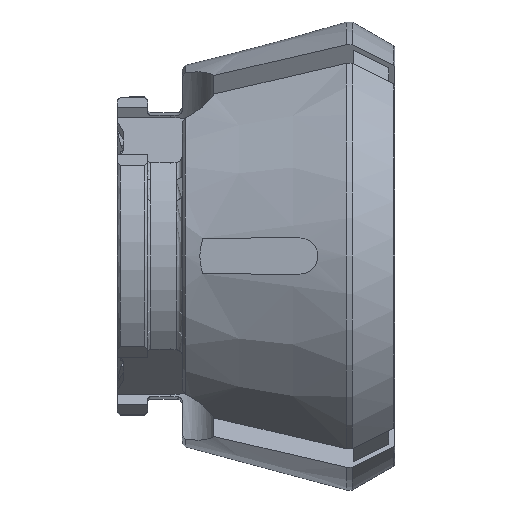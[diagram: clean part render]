
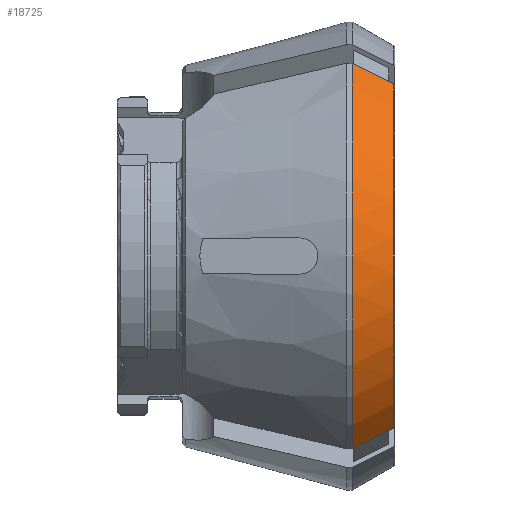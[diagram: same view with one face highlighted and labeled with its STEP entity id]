
A CAD part, front view. The second image highlights one B-rep face of the part: STEP entity #18725.
In plain terms, the highlighted conical face has half-angle 30 degrees and reference radius 35.637 mm.
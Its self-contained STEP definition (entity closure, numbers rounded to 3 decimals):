
#29 = ORIENTED_EDGE ( 'NONE', *, *, #12707, .F. ) ;
#299 = CARTESIAN_POINT ( 'NONE',  ( -0.25, -20.477, -29.167 ) ) ;
#1890 = B_SPLINE_CURVE_WITH_KNOTS ( 'NONE', 3,
 ( #4819, #4795, #4772, #4732 ),
 .UNSPECIFIED., .F., .F.,
 ( 4, 4 ),
 ( 0., 0.008 ),
 .UNSPECIFIED. ) ;
#1892 = B_SPLINE_CURVE_WITH_KNOTS ( 'NONE', 3,
 ( #18651, #18588, #18507, #18395 ),
 .UNSPECIFIED., .F., .F.,
 ( 4, 4 ),
 ( 0., 0.008 ),
 .UNSPECIFIED. ) ;
#2638 = CIRCLE ( 'NONE', #5743, 35.637 ) ;
#2840 = VERTEX_POINT ( 'NONE', #299 ) ;
#4377 = CARTESIAN_POINT ( 'NONE',  ( -7.2, -22.49, -32.654 ) ) ;
#4732 = CARTESIAN_POINT ( 'NONE',  ( -7.2, -22.49, -32.654 ) ) ;
#4772 = CARTESIAN_POINT ( 'NONE',  ( -4.883, -21.819, -31.492 ) ) ;
#4795 = CARTESIAN_POINT ( 'NONE',  ( -2.566, -21.148, -30.33 ) ) ;
#4819 = CARTESIAN_POINT ( 'NONE',  ( -0.25, -20.477, -29.167 ) ) ;
#5420 = CARTESIAN_POINT ( 'NONE',  ( -7.2, -22.49, 32.654 ) ) ;
#5743 = AXIS2_PLACEMENT_3D ( 'NONE', #19495, #19472, #19493 ) ;
#6505 = DIRECTION ( 'NONE',  ( 0., 0., 1. ) ) ;
#6978 = AXIS2_PLACEMENT_3D ( 'NONE', #9163, #9101, #9086 ) ;
#7320 = FACE_OUTER_BOUND ( 'NONE', #17332, .T. ) ;
#7811 = CARTESIAN_POINT ( 'NONE',  ( -0.25, -20.477, 29.167 ) ) ;
#7876 = VERTEX_POINT ( 'NONE', #5420 ) ;
#8712 = VERTEX_POINT ( 'NONE', #7811 ) ;
#9086 = DIRECTION ( 'NONE',  ( 0., 0., -1. ) ) ;
#9101 = DIRECTION ( 'NONE',  ( 1., 0., 0. ) ) ;
#9163 = CARTESIAN_POINT ( 'NONE',  ( -7.2, 0., 0. ) ) ;
#9959 = ORIENTED_EDGE ( 'NONE', *, *, #12505, .F. ) ;
#10101 = ORIENTED_EDGE ( 'NONE', *, *, #12768, .F. ) ;
#10140 = ORIENTED_EDGE ( 'NONE', *, *, #12232, .T. ) ;
#10869 = CONICAL_SURFACE ( 'NONE', #18491, 35.637, 0.524 ) ;
#12232 = EDGE_CURVE ( 'NONE', #7876, #14710, #14753, .T. ) ;
#12505 = EDGE_CURVE ( 'NONE', #2840, #14710, #1890, .T. ) ;
#12707 = EDGE_CURVE ( 'NONE', #8712, #2840, #2638, .T. ) ;
#12768 = EDGE_CURVE ( 'NONE', #7876, #8712, #1892, .T. ) ;
#14065 = CARTESIAN_POINT ( 'NONE',  ( -0.25, 0., 0. ) ) ;
#14710 = VERTEX_POINT ( 'NONE', #4377 ) ;
#14753 = CIRCLE ( 'NONE', #6978, 39.65 ) ;
#15653 = DIRECTION ( 'NONE',  ( -1., 0., 0. ) ) ;
#17332 = EDGE_LOOP ( 'NONE', ( #9959, #29, #10101, #10140 ) ) ;
#18395 = CARTESIAN_POINT ( 'NONE',  ( -0.25, -20.477, 29.167 ) ) ;
#18491 = AXIS2_PLACEMENT_3D ( 'NONE', #14065, #15653, #6505 ) ;
#18507 = CARTESIAN_POINT ( 'NONE',  ( -2.566, -21.148, 30.33 ) ) ;
#18588 = CARTESIAN_POINT ( 'NONE',  ( -4.883, -21.819, 31.492 ) ) ;
#18651 = CARTESIAN_POINT ( 'NONE',  ( -7.2, -22.49, 32.654 ) ) ;
#18725 = ADVANCED_FACE ( 'NONE', ( #7320 ), #10869, .T. ) ;
#19472 = DIRECTION ( 'NONE',  ( 1., 0., 0. ) ) ;
#19493 = DIRECTION ( 'NONE',  ( 0., 0., -1. ) ) ;
#19495 = CARTESIAN_POINT ( 'NONE',  ( -0.25, 0., 0. ) ) ;
